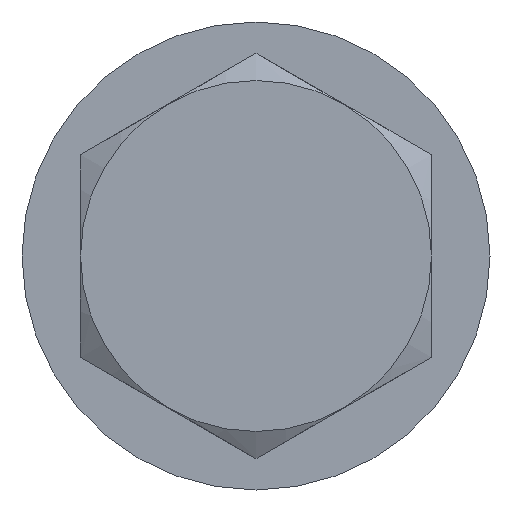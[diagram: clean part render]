
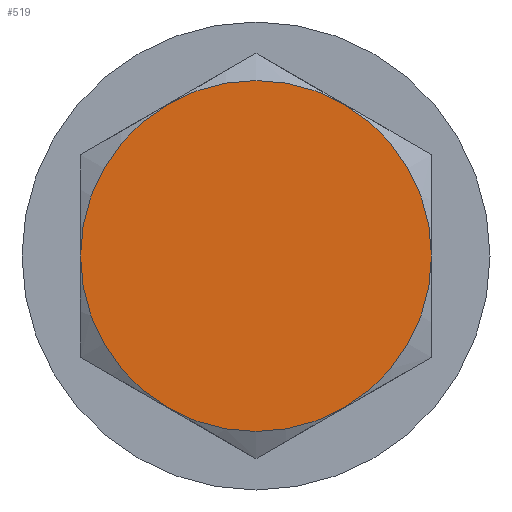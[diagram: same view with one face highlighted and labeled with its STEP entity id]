
A CAD part, left-side view. The second image highlights one B-rep face of the part: STEP entity #519.
In plain terms, the highlighted planar face has unit normal (-1, 0, 0).
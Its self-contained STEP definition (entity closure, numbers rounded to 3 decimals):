
#53=CARTESIAN_POINT('',(-7.5,0.,0.));
#54=DIRECTION('',(-1.,0.,0.));
#55=DIRECTION('',(0.,0.5,-0.866));
#56=AXIS2_PLACEMENT_3D('',#53,#54,#55);
#82=CARTESIAN_POINT('',(-7.5,0.,0.));
#83=DIRECTION('',(-1.,0.,0.));
#84=DIRECTION('',(0.,-0.5,0.866));
#85=AXIS2_PLACEMENT_3D('',#82,#83,#84);
#87=CARTESIAN_POINT('',(-7.5,0.,0.));
#88=DIRECTION('',(1.,0.,0.));
#89=DIRECTION('',(0.,-0.5,0.866));
#90=AXIS2_PLACEMENT_3D('',#87,#88,#89);
#92=CARTESIAN_POINT('',(-7.5,0.,0.));
#93=DIRECTION('',(1.,0.,0.));
#94=DIRECTION('',(0.,-1.,0.));
#95=AXIS2_PLACEMENT_3D('',#92,#93,#94);
#97=CARTESIAN_POINT('',(-7.5,0.,0.));
#98=DIRECTION('',(1.,0.,0.));
#99=DIRECTION('',(0.,0.5,-0.866));
#100=AXIS2_PLACEMENT_3D('',#97,#98,#99);
#102=CARTESIAN_POINT('',(-7.5,0.,0.));
#103=DIRECTION('',(1.,0.,0.));
#104=DIRECTION('',(0.,1.,0.));
#105=AXIS2_PLACEMENT_3D('',#102,#103,#104);
#297=CARTESIAN_POINT('',(-7.5,-4.5,7.794));
#298=CARTESIAN_POINT('',(-7.5,-9.,0.));
#299=VERTEX_POINT('',#297);
#300=VERTEX_POINT('',#298);
#301=CARTESIAN_POINT('',(-7.5,-4.5,-7.794));
#302=VERTEX_POINT('',#301);
#303=CARTESIAN_POINT('',(-7.5,4.5,-7.794));
#304=CARTESIAN_POINT('',(-7.5,9.,0.));
#305=VERTEX_POINT('',#303);
#306=VERTEX_POINT('',#304);
#307=CARTESIAN_POINT('',(-7.5,4.5,7.794));
#308=VERTEX_POINT('',#307);
#506=CARTESIAN_POINT('',(-7.5,0.,0.));
#507=DIRECTION('',(1.,0.,0.));
#508=DIRECTION('',(0.,-1.,0.));
#509=AXIS2_PLACEMENT_3D('',#506,#507,#508);
#510=PLANE('',#509);
#511=ORIENTED_EDGE('',*,*,#501,.F.);
#512=ORIENTED_EDGE('',*,*,#456,.T.);
#513=ORIENTED_EDGE('',*,*,#443,.T.);
#514=ORIENTED_EDGE('',*,*,#418,.F.);
#515=ORIENTED_EDGE('',*,*,#470,.T.);
#516=ORIENTED_EDGE('',*,*,#483,.T.);
#517=EDGE_LOOP('',(#511,#512,#513,#514,#515,#516));
#518=FACE_OUTER_BOUND('',#517,.F.);
#519=ADVANCED_FACE('',(#518),#510,.F.);
#57=CIRCLE('',#56,9.);
#86=CIRCLE('',#85,9.);
#91=CIRCLE('',#90,9.);
#96=CIRCLE('',#95,9.);
#101=CIRCLE('',#100,9.);
#106=CIRCLE('',#105,9.);
#418=EDGE_CURVE('',#305,#302,#57,.T.);
#443=EDGE_CURVE('',#300,#302,#96,.T.);
#456=EDGE_CURVE('',#299,#300,#91,.T.);
#470=EDGE_CURVE('',#305,#306,#101,.T.);
#483=EDGE_CURVE('',#306,#308,#106,.T.);
#501=EDGE_CURVE('',#299,#308,#86,.T.);
